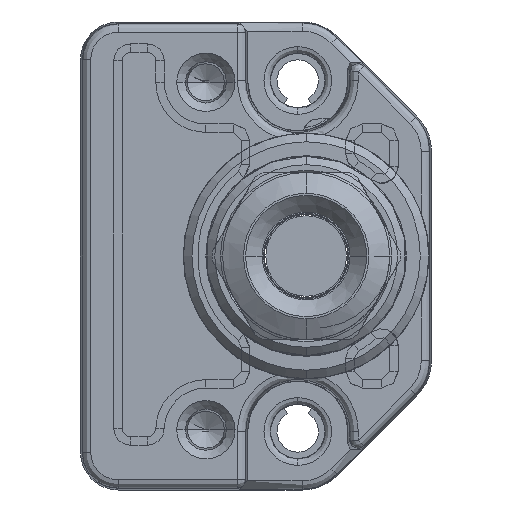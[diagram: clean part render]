
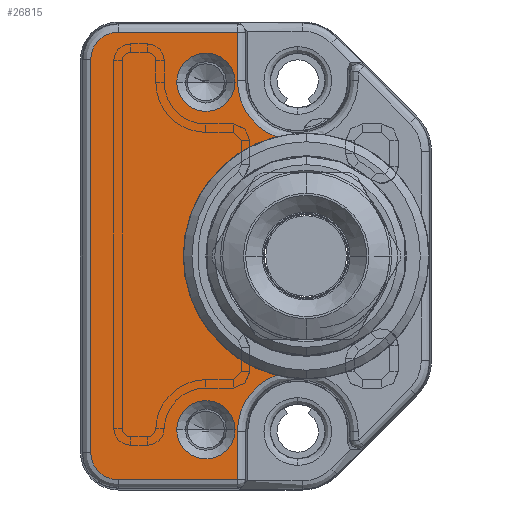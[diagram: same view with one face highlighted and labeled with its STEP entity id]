
A CAD part, left-side view. The second image highlights one B-rep face of the part: STEP entity #26815.
In plain terms, the highlighted planar face has unit normal (-1, 0, 0).
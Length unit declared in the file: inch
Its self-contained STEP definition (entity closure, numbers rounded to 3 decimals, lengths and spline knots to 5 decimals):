
#2749=DIRECTION('',(0.,0.,1.));
#2750=VECTOR('',#2749,0.11381);
#2751=CARTESIAN_POINT('',(-0.51181,0.45723,
-0.5272));
#2752=LINE('',#2751,#2750);
#2753=DIRECTION('',(0.,-1.,0.));
#2754=VECTOR('',#2753,0.28096);
#2755=CARTESIAN_POINT('',(-0.51181,0.73819,
-0.5272));
#2756=LINE('',#2755,#2754);
#2757=CARTESIAN_POINT('',(-0.51181,0.73819,
-0.4626));
#2758=DIRECTION('',(-1.,0.,0.));
#2759=DIRECTION('',(0.,1.,0.));
#2760=AXIS2_PLACEMENT_3D('',#2757,#2758,#2759);
#2762=DIRECTION('',(0.,0.,-1.));
#2763=VECTOR('',#2762,0.9252);
#2764=CARTESIAN_POINT('',(-0.51181,0.80279,
0.4626));
#2765=LINE('',#2764,#2763);
#2766=CARTESIAN_POINT('',(-0.51181,0.73819,
0.4626));
#2767=DIRECTION('',(-1.,0.,0.));
#2768=DIRECTION('',(0.,0.,1.));
#2769=AXIS2_PLACEMENT_3D('',#2766,#2767,#2768);
#2771=DIRECTION('',(0.,1.,0.));
#2772=VECTOR('',#2771,0.28096);
#2773=CARTESIAN_POINT('',(-0.51181,0.45723,
0.5272));
#2774=LINE('',#2773,#2772);
#2775=DIRECTION('',(0.,0.,1.));
#2776=VECTOR('',#2775,0.11381);
#2777=CARTESIAN_POINT('',(-0.51181,0.45723,
0.41339));
#2778=LINE('',#2777,#2776);
#2779=CARTESIAN_POINT('',(-0.51181,0.31496,
0.41339));
#2780=DIRECTION('',(1.,0.,0.));
#2781=DIRECTION('',(0.,0.359,-0.933));
#2782=AXIS2_PLACEMENT_3D('',#2779,#2780,#2781);
#2784=CARTESIAN_POINT('',(-0.51181,0.29528,0.));
#2785=DIRECTION('',(-1.,0.,0.));
#2786=DIRECTION('',(0.,0.244,0.97));
#2787=AXIS2_PLACEMENT_3D('',#2784,#2785,#2786);
#2789=CARTESIAN_POINT('',(-0.51181,0.31496,
-0.41339));
#2790=DIRECTION('',(1.,0.,0.));
#2791=DIRECTION('',(0.,1.,0.));
#2792=AXIS2_PLACEMENT_3D('',#2789,#2790,#2791);
#2794=CARTESIAN_POINT('',(-0.51181,0.5315,
-0.40915));
#2795=DIRECTION('',(1.,0.,0.));
#2796=DIRECTION('',(0.,-1.,0.));
#2797=AXIS2_PLACEMENT_3D('',#2794,#2795,#2796);
#2799=CARTESIAN_POINT('',(-0.51181,0.5315,
-0.40915));
#2800=DIRECTION('',(1.,0.,0.));
#2801=DIRECTION('',(0.,1.,0.));
#2802=AXIS2_PLACEMENT_3D('',#2799,#2800,#2801);
#2804=CARTESIAN_POINT('',(-0.51181,0.5315,
0.40915));
#2805=DIRECTION('',(1.,0.,0.));
#2806=DIRECTION('',(0.,-1.,0.));
#2807=AXIS2_PLACEMENT_3D('',#2804,#2805,#2806);
#2809=CARTESIAN_POINT('',(-0.51181,0.5315,
0.40915));
#2810=DIRECTION('',(1.,0.,0.));
#2811=DIRECTION('',(0.,1.,0.));
#2812=AXIS2_PLACEMENT_3D('',#2809,#2810,#2811);
#21260=CARTESIAN_POINT('',(-0.51181,0.80279,
-0.4626));
#21261=CARTESIAN_POINT('',(-0.51181,0.73819,
-0.5272));
#21262=VERTEX_POINT('',#21260);
#21263=VERTEX_POINT('',#21261);
#21268=CARTESIAN_POINT('',(-0.51181,0.80279,
0.4626));
#21269=VERTEX_POINT('',#21268);
#21272=CARTESIAN_POINT('',(-0.51181,0.73819,
0.5272));
#21273=VERTEX_POINT('',#21272);
#21300=CARTESIAN_POINT('',(-0.51181,0.45723,
-0.5272));
#21301=CARTESIAN_POINT('',(-0.51181,0.45723,
-0.41339));
#21302=VERTEX_POINT('',#21300);
#21303=VERTEX_POINT('',#21301);
#21325=CARTESIAN_POINT('',(-0.51181,0.366,
-0.28059));
#21326=VERTEX_POINT('',#21325);
#21341=CARTESIAN_POINT('',(-0.51181,0.45723,
0.41339));
#21342=CARTESIAN_POINT('',(-0.51181,0.45723,
0.5272));
#21343=VERTEX_POINT('',#21341);
#21344=VERTEX_POINT('',#21342);
#21365=CARTESIAN_POINT('',(-0.51181,0.366,
0.28059));
#21366=VERTEX_POINT('',#21365);
#21409=CARTESIAN_POINT('',(-0.51181,0.4626,
-0.40915));
#21410=CARTESIAN_POINT('',(-0.51181,0.60039,
-0.40915));
#21411=VERTEX_POINT('',#21409);
#21412=VERTEX_POINT('',#21410);
#21417=CARTESIAN_POINT('',(-0.51181,0.4626,
0.40915));
#21418=CARTESIAN_POINT('',(-0.51181,0.60039,
0.40915));
#21419=VERTEX_POINT('',#21417);
#21420=VERTEX_POINT('',#21418);
#26778=CARTESIAN_POINT('',(-0.51181,0.,0.));
#26779=DIRECTION('',(-1.,0.,0.));
#26780=DIRECTION('',(0.,0.,1.));
#26781=AXIS2_PLACEMENT_3D('',#26778,#26779,#26780);
#26782=PLANE('',#26781);
#26784=ORIENTED_EDGE('',*,*,#26783,.F.);
#26786=ORIENTED_EDGE('',*,*,#26785,.F.);
#26788=ORIENTED_EDGE('',*,*,#26787,.F.);
#26790=ORIENTED_EDGE('',*,*,#26789,.F.);
#26792=ORIENTED_EDGE('',*,*,#26791,.F.);
#26794=ORIENTED_EDGE('',*,*,#26793,.F.);
#26795=ORIENTED_EDGE('',*,*,#26769,.F.);
#26796=ORIENTED_EDGE('',*,*,#26727,.F.);
#26798=ORIENTED_EDGE('',*,*,#26797,.T.);
#26800=ORIENTED_EDGE('',*,*,#26799,.F.);
#26801=EDGE_LOOP('',(#26784,#26786,#26788,#26790,#26792,#26794,#26795,#26796,
#26798,#26800));
#26802=FACE_OUTER_BOUND('',#26801,.F.);
#26804=ORIENTED_EDGE('',*,*,#26803,.F.);
#26806=ORIENTED_EDGE('',*,*,#26805,.F.);
#26807=EDGE_LOOP('',(#26804,#26806));
#26808=FACE_BOUND('',#26807,.F.);
#26810=ORIENTED_EDGE('',*,*,#26809,.F.);
#26812=ORIENTED_EDGE('',*,*,#26811,.F.);
#26813=EDGE_LOOP('',(#26810,#26812));
#26814=FACE_BOUND('',#26813,.F.);
#26815=ADVANCED_FACE('',(#26802,#26808,#26814),#26782,.T.);
#2761=CIRCLE('',#2760,0.0646);
#2770=CIRCLE('',#2769,0.0646);
#2783=CIRCLE('',#2782,0.14227);
#2788=CIRCLE('',#2787,0.28937);
#2793=CIRCLE('',#2792,0.14227);
#2798=CIRCLE('',#2797,0.0689);
#2803=CIRCLE('',#2802,0.0689);
#2808=CIRCLE('',#2807,0.0689);
#2813=CIRCLE('',#2812,0.0689);
#26727=EDGE_CURVE('',#21366,#21343,#2783,.T.);
#26769=EDGE_CURVE('',#21343,#21344,#2778,.T.);
#26783=EDGE_CURVE('',#21302,#21303,#2752,.T.);
#26785=EDGE_CURVE('',#21263,#21302,#2756,.T.);
#26787=EDGE_CURVE('',#21262,#21263,#2761,.T.);
#26789=EDGE_CURVE('',#21269,#21262,#2765,.T.);
#26791=EDGE_CURVE('',#21273,#21269,#2770,.T.);
#26793=EDGE_CURVE('',#21344,#21273,#2774,.T.);
#26797=EDGE_CURVE('',#21366,#21326,#2788,.T.);
#26799=EDGE_CURVE('',#21303,#21326,#2793,.T.);
#26803=EDGE_CURVE('',#21411,#21412,#2798,.T.);
#26805=EDGE_CURVE('',#21412,#21411,#2803,.T.);
#26809=EDGE_CURVE('',#21419,#21420,#2808,.T.);
#26811=EDGE_CURVE('',#21420,#21419,#2813,.T.);
